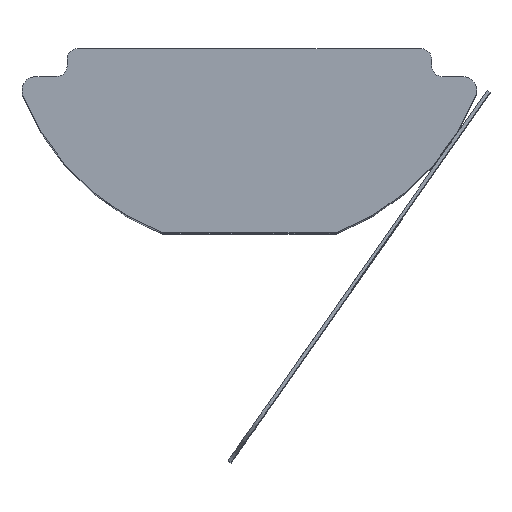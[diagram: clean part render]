
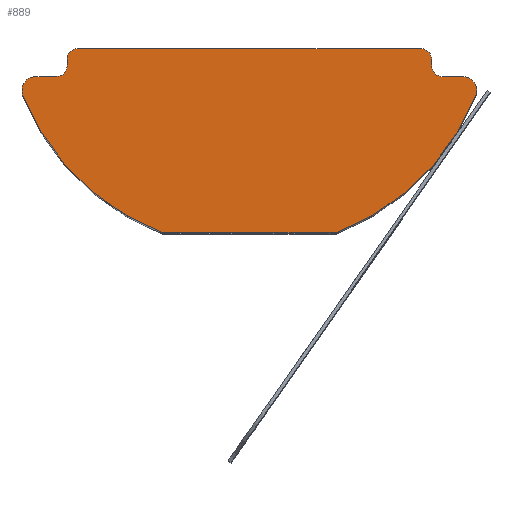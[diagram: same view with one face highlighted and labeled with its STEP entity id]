
A CAD part, top view. The second image highlights one B-rep face of the part: STEP entity #889.
In plain terms, the highlighted planar face has unit normal (0, 0, 1).
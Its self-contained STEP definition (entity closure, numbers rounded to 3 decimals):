
#7 = ORIENTED_EDGE ( 'NONE', *, *, #1203, .T. ) ;
#31 = EDGE_CURVE ( 'NONE', #243, #774, #1111, .T. ) ;
#33 = VECTOR ( 'NONE', #356, 1000. ) ;
#37 = DIRECTION ( 'NONE',  ( 0., 0., 1. ) ) ;
#43 = DIRECTION ( 'NONE',  ( 1., 0., 0. ) ) ;
#46 = DIRECTION ( 'NONE',  ( 0., 0., 1. ) ) ;
#58 = ORIENTED_EDGE ( 'NONE', *, *, #411, .T. ) ;
#61 = CARTESIAN_POINT ( 'NONE',  ( 6.522, -1.348, 11. ) ) ;
#65 = CIRCLE ( 'NONE', #1062, 0.3 ) ;
#79 = CARTESIAN_POINT ( 'NONE',  ( -0.02, 1.246, 11. ) ) ;
#84 = VERTEX_POINT ( 'NONE', #1151 ) ;
#99 = DIRECTION ( 'NONE',  ( 0., 0., 1. ) ) ;
#108 = EDGE_CURVE ( 'NONE', #1200, #808, #523, .T. ) ;
#132 = CARTESIAN_POINT ( 'NONE',  ( -4.95, -0.3, 11. ) ) ;
#154 = CARTESIAN_POINT ( 'NONE',  ( -5.25, -0.3, 11. ) ) ;
#163 = ORIENTED_EDGE ( 'NONE', *, *, #732, .T. ) ;
#171 = CARTESIAN_POINT ( 'NONE',  ( 6.15, -1.2, 11. ) ) ;
#188 = LINE ( 'NONE', #197, #697 ) ;
#190 = ORIENTED_EDGE ( 'NONE', *, *, #1148, .T. ) ;
#197 = CARTESIAN_POINT ( 'NONE',  ( -5.25, -0.8, 11. ) ) ;
#204 = CARTESIAN_POINT ( 'NONE',  ( -6.55, -1.2, 11. ) ) ;
#216 = ORIENTED_EDGE ( 'NONE', *, *, #1211, .T. ) ;
#219 = CARTESIAN_POINT ( 'NONE',  ( -6.522, -1.348, 11. ) ) ;
#224 = DIRECTION ( 'NONE',  ( 1., 0., 0. ) ) ;
#243 = VERTEX_POINT ( 'NONE', #219 ) ;
#251 = EDGE_CURVE ( 'NONE', #361, #1158, #543, .T. ) ;
#257 = CARTESIAN_POINT ( 'NONE',  ( 5.25, -0.8, 11. ) ) ;
#259 = VERTEX_POINT ( 'NONE', #324 ) ;
#262 = CARTESIAN_POINT ( 'NONE',  ( -5.25, -0.5, 11. ) ) ;
#265 = DIRECTION ( 'NONE',  ( -1., 0., 0. ) ) ;
#277 = CIRCLE ( 'NONE', #1228, 0.3 ) ;
#288 = LINE ( 'NONE', #1232, #33 ) ;
#292 = CIRCLE ( 'NONE', #916, 0.4 ) ;
#295 = VERTEX_POINT ( 'NONE', #154 ) ;
#297 = VERTEX_POINT ( 'NONE', #1212 ) ;
#324 = CARTESIAN_POINT ( 'NONE',  ( 4.95, 0., 11. ) ) ;
#339 = ORIENTED_EDGE ( 'NONE', *, *, #1090, .T. ) ;
#354 = DIRECTION ( 'NONE',  ( 0., 0., 1. ) ) ;
#356 = DIRECTION ( 'NONE',  ( 0., -1., 0. ) ) ;
#361 = VERTEX_POINT ( 'NONE', #1216 ) ;
#366 = FACE_OUTER_BOUND ( 'NONE', #1251, .T. ) ;
#376 = CIRCLE ( 'NONE', #998, 0.4 ) ;
#390 = CARTESIAN_POINT ( 'NONE',  ( 0.02, 1.246, 11. ) ) ;
#411 = EDGE_CURVE ( 'NONE', #906, #243, #810, .T. ) ;
#414 = CARTESIAN_POINT ( 'NONE',  ( 5.55, -0.8, 11. ) ) ;
#423 = AXIS2_PLACEMENT_3D ( 'NONE', #79, #46, #439 ) ;
#427 = VECTOR ( 'NONE', #43, 1000. ) ;
#428 = EDGE_CURVE ( 'NONE', #600, #1007, #1040, .T. ) ;
#439 = DIRECTION ( 'NONE',  ( 1., 0., 0. ) ) ;
#441 = CARTESIAN_POINT ( 'NONE',  ( 5.55, -0.5, 11. ) ) ;
#462 = AXIS2_PLACEMENT_3D ( 'NONE', #925, #354, #1024 ) ;
#465 = CARTESIAN_POINT ( 'NONE',  ( -6.15, -1.2, 11. ) ) ;
#482 = DIRECTION ( 'NONE',  ( -1., 0., 0. ) ) ;
#508 = CARTESIAN_POINT ( 'NONE',  ( -6.15, -1.2, 11. ) ) ;
#523 = CIRCLE ( 'NONE', #686, 0.3 ) ;
#540 = DIRECTION ( 'NONE',  ( 1., 0., 0. ) ) ;
#543 = LINE ( 'NONE', #978, #996 ) ;
#546 = AXIS2_PLACEMENT_3D ( 'NONE', #615, #37, #704 ) ;
#581 = EDGE_CURVE ( 'NONE', #808, #297, #188, .T. ) ;
#587 = CARTESIAN_POINT ( 'NONE',  ( 6.15, -0.8, 11. ) ) ;
#600 = VERTEX_POINT ( 'NONE', #587 ) ;
#612 = DIRECTION ( 'NONE',  ( 1., 0., 0. ) ) ;
#615 = CARTESIAN_POINT ( 'NONE',  ( 4.95, -0.3, 11. ) ) ;
#620 = CARTESIAN_POINT ( 'NONE',  ( -2.5, -5.3, 11. ) ) ;
#634 = LINE ( 'NONE', #727, #857 ) ;
#640 = CARTESIAN_POINT ( 'NONE',  ( -5.55, -0.8, 11. ) ) ;
#641 = DIRECTION ( 'NONE',  ( -1., 0., 0. ) ) ;
#663 = LINE ( 'NONE', #620, #427 ) ;
#686 = AXIS2_PLACEMENT_3D ( 'NONE', #1156, #1201, #1171 ) ;
#697 = VECTOR ( 'NONE', #1063, 1000. ) ;
#704 = DIRECTION ( 'NONE',  ( 1., 0., 0. ) ) ;
#713 = ORIENTED_EDGE ( 'NONE', *, *, #108, .T. ) ;
#727 = CARTESIAN_POINT ( 'NONE',  ( 5.25, 0., 11. ) ) ;
#732 = EDGE_CURVE ( 'NONE', #297, #906, #292, .T. ) ;
#752 = ORIENTED_EDGE ( 'NONE', *, *, #581, .T. ) ;
#754 = CARTESIAN_POINT ( 'NONE',  ( 2.5, -5.3, 11. ) ) ;
#758 = AXIS2_PLACEMENT_3D ( 'NONE', #465, #99, #761 ) ;
#761 = DIRECTION ( 'NONE',  ( 1., 0., 0. ) ) ;
#774 = VERTEX_POINT ( 'NONE', #915 ) ;
#785 = VECTOR ( 'NONE', #641, 1000. ) ;
#791 = DIRECTION ( 'NONE',  ( 0., 0., 1. ) ) ;
#803 = VERTEX_POINT ( 'NONE', #61 ) ;
#808 = VERTEX_POINT ( 'NONE', #640 ) ;
#810 = CIRCLE ( 'NONE', #462, 0.4 ) ;
#822 = CARTESIAN_POINT ( 'NONE',  ( 5.25, -0.3, 11. ) ) ;
#823 = AXIS2_PLACEMENT_3D ( 'NONE', #390, #1066, #482 ) ;
#834 = DIRECTION ( 'NONE',  ( 0., 0., 1. ) ) ;
#842 = ORIENTED_EDGE ( 'NONE', *, *, #251, .T. ) ;
#847 = CIRCLE ( 'NONE', #823, 7. ) ;
#857 = VECTOR ( 'NONE', #1223, 1000. ) ;
#863 = VERTEX_POINT ( 'NONE', #754 ) ;
#889 = ADVANCED_FACE ( 'NONE', ( #366 ), #1050, .T. ) ;
#906 = VERTEX_POINT ( 'NONE', #204 ) ;
#909 = EDGE_CURVE ( 'NONE', #863, #803, #847, .T. ) ;
#915 = CARTESIAN_POINT ( 'NONE',  ( -2.5, -5.3, 11. ) ) ;
#916 = AXIS2_PLACEMENT_3D ( 'NONE', #508, #1199, #612 ) ;
#921 = ORIENTED_EDGE ( 'NONE', *, *, #1188, .T. ) ;
#925 = CARTESIAN_POINT ( 'NONE',  ( -6.15, -1.2, 11. ) ) ;
#956 = ORIENTED_EDGE ( 'NONE', *, *, #961, .T. ) ;
#961 = EDGE_CURVE ( 'NONE', #84, #295, #277, .T. ) ;
#978 = CARTESIAN_POINT ( 'NONE',  ( 5.25, 0., 11. ) ) ;
#996 = VECTOR ( 'NONE', #1000, 1000. ) ;
#998 = AXIS2_PLACEMENT_3D ( 'NONE', #171, #834, #265 ) ;
#1000 = DIRECTION ( 'NONE',  ( 0., 1., 0. ) ) ;
#1007 = VERTEX_POINT ( 'NONE', #414 ) ;
#1018 = EDGE_CURVE ( 'NONE', #1158, #259, #1247, .T. ) ;
#1024 = DIRECTION ( 'NONE',  ( 1., 0., 0. ) ) ;
#1040 = LINE ( 'NONE', #257, #785 ) ;
#1045 = ORIENTED_EDGE ( 'NONE', *, *, #31, .T. ) ;
#1050 = PLANE ( 'NONE',  #758 ) ;
#1062 = AXIS2_PLACEMENT_3D ( 'NONE', #441, #1134, #540 ) ;
#1063 = DIRECTION ( 'NONE',  ( -1., 0., 0. ) ) ;
#1066 = DIRECTION ( 'NONE',  ( 0., 0., 1. ) ) ;
#1090 = EDGE_CURVE ( 'NONE', #774, #863, #663, .T. ) ;
#1111 = CIRCLE ( 'NONE', #423, 7. ) ;
#1134 = DIRECTION ( 'NONE',  ( 0., 0., -1. ) ) ;
#1148 = EDGE_CURVE ( 'NONE', #259, #84, #634, .T. ) ;
#1151 = CARTESIAN_POINT ( 'NONE',  ( -4.95, 0., 11. ) ) ;
#1153 = ORIENTED_EDGE ( 'NONE', *, *, #1018, .T. ) ;
#1156 = CARTESIAN_POINT ( 'NONE',  ( -5.55, -0.5, 11. ) ) ;
#1158 = VERTEX_POINT ( 'NONE', #822 ) ;
#1171 = DIRECTION ( 'NONE',  ( 1., 0., 0. ) ) ;
#1188 = EDGE_CURVE ( 'NONE', #1007, #361, #65, .T. ) ;
#1195 = ORIENTED_EDGE ( 'NONE', *, *, #428, .T. ) ;
#1199 = DIRECTION ( 'NONE',  ( 0., 0., 1. ) ) ;
#1200 = VERTEX_POINT ( 'NONE', #262 ) ;
#1201 = DIRECTION ( 'NONE',  ( 0., 0., -1. ) ) ;
#1203 = EDGE_CURVE ( 'NONE', #803, #600, #376, .T. ) ;
#1211 = EDGE_CURVE ( 'NONE', #295, #1200, #288, .T. ) ;
#1212 = CARTESIAN_POINT ( 'NONE',  ( -6.15, -0.8, 11. ) ) ;
#1216 = CARTESIAN_POINT ( 'NONE',  ( 5.25, -0.5, 11. ) ) ;
#1223 = DIRECTION ( 'NONE',  ( -1., 0., 0. ) ) ;
#1228 = AXIS2_PLACEMENT_3D ( 'NONE', #132, #791, #224 ) ;
#1232 = CARTESIAN_POINT ( 'NONE',  ( -5.25, 0., 11. ) ) ;
#1245 = ORIENTED_EDGE ( 'NONE', *, *, #909, .T. ) ;
#1247 = CIRCLE ( 'NONE', #546, 0.3 ) ;
#1251 = EDGE_LOOP ( 'NONE', ( #842, #1153, #190, #956, #216, #713, #752, #163, #58, #1045, #339, #1245, #7, #1195, #921 ) ) ;
